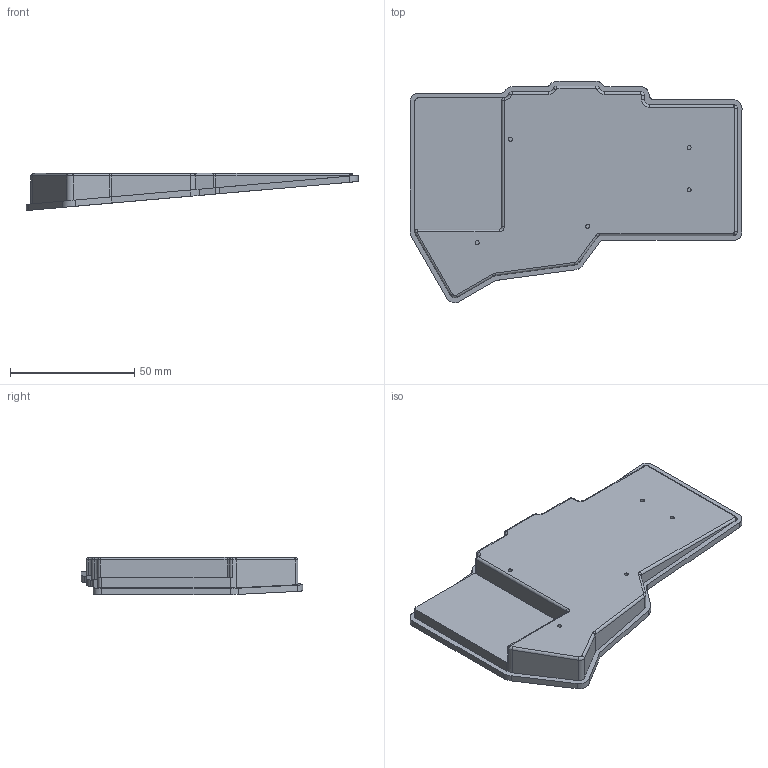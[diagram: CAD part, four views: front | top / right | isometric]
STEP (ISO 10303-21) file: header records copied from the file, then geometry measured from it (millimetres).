
FILE_DESCRIPTION(/* description */ (''),/* implementation_level */ '2;1');
FILE_NAME(/* name */ 'rightIntegratedBottomSix.step',/* time_stamp */ '2023-08-03T03:00:26-04:00',/* author */ (''),/* organization */ (''),/* preprocessor_version */ 'ST-DEVELOPER v20',/* originating_system */ 'Autodesk Translation Framework v12.9.0.99',/* authorisation */ '');
FILE_SCHEMA (('AUTOMOTIVE_DESIGN { 1 0 10303 214 3 1 1 }'));
Length unit declared in the file: millimetre
Products named in the file (1): leftIntegratedBottomSix
Bounding box: 133.74 x 89.19 x 14.97 mm (x, y, z)
Volume: 65671.8 mm3; surface area: 22186.8 mm2
Topology: 1 solids, 1 shells, 212 faces, 533 edges, 339 vertices
Faces by surface type: cylinder 76, plane 63, bspline 54, torus 9, cone 8, sphere 2
Full cylindrical faces by diameter (mm): 1.6 x5
Entity records: 6816 total; most frequent: CARTESIAN_POINT 1942, ORIENTED_EDGE 1066, DIRECTION 946, EDGE_CURVE 533, AXIS2_PLACEMENT_3D 346, VERTEX_POINT 339, LINE 254, VECTOR 254
